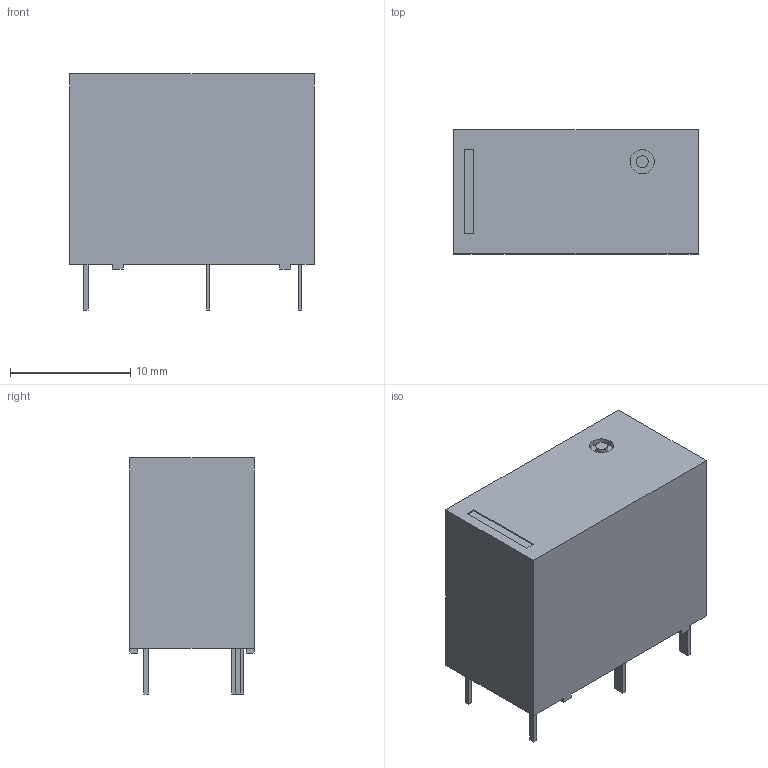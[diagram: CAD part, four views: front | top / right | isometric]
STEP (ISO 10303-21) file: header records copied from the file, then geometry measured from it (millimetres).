
FILE_DESCRIPTION(('FreeCAD Model'),'2;1');
FILE_NAME('G5Q_1A.step','2017-04-18T20:35:56',('kicad StepUp'),('ksu MCAD'), 'Open CASCADE STEP processor 6.8','FreeCAD','Unknown');
FILE_SCHEMA(('AUTOMOTIVE_DESIGN_CC2 { 1 2 10303 214 -1 1 5 4 }'));
Length unit declared in the file: millimetre
Products named in the file (2): ASSEMBLY; G5Q_1A
Assembly tree (1 placements, depth 2):
  ASSEMBLY
    G5Q_1A
Bounding box: 20.3 x 10.3 x 19.6 mm (x, y, z)
Volume: 3306.1 mm3; surface area: 1427.8 mm2
Topology: 1 solids, 1 shells, 53 faces, 132 edges, 88 vertices
Faces by surface type: plane 49, cylinder 4
Entity records: 3661 total; most frequent: CARTESIAN_POINT 923, DIRECTION 498, LINE 364, VECTOR 364, ORIENTED_EDGE 264, PCURVE 264, DEFINITIONAL_REPRESENTATION 264, EDGE_CURVE 132
